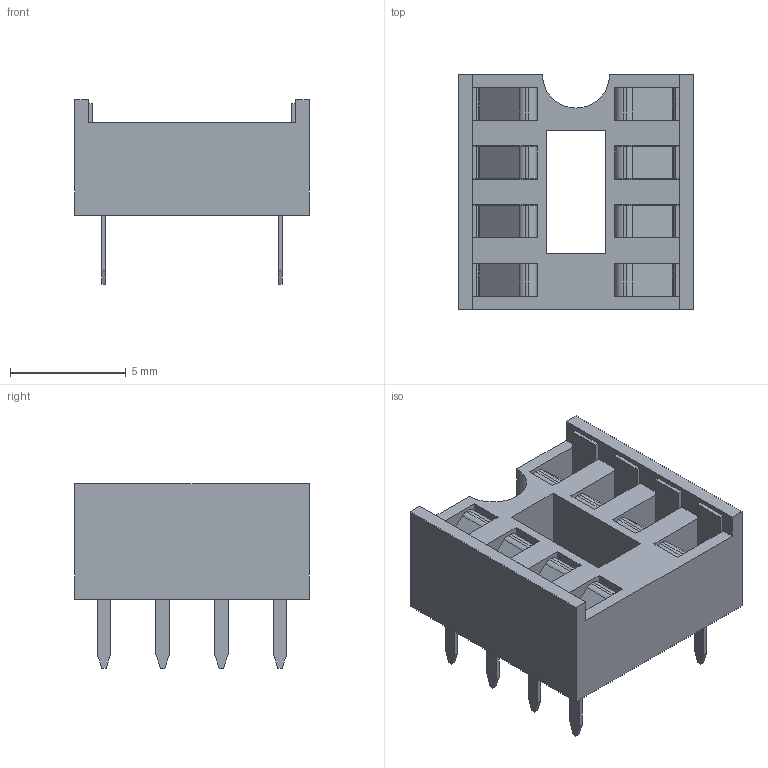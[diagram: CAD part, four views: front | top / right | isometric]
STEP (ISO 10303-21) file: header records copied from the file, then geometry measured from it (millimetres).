
FILE_DESCRIPTION(('FreeCAD Model'),'2;1');
FILE_NAME('DIP-8_W7.62mm_LongPads.step','2016-04-08T13:22:16',( 'Author'),(''),'Open CASCADE STEP processor 6.8','FreeCAD','Unknown' );
FILE_SCHEMA(('AUTOMOTIVE_DESIGN_CC2 { 1 2 10303 214 -1 1 5 4 }'));
Length unit declared in the file: millimetre
Products named in the file (1): DIP-8_W7.62mm_LongPads
Bounding box: 10.16 x 10.16 x 8 mm (x, y, z)
Volume: 265.5 mm3; surface area: 1048 mm2
Topology: 1 solids, 1 shells, 368 faces, 1082 edges, 716 vertices
Faces by surface type: plane 287, cylinder 81
Entity records: 36543 total; most frequent: CARTESIAN_POINT 12995, DIRECTION 3722, LINE 2582, VECTOR 2582, ORIENTED_EDGE 2164, PCURVE 2164, DEFINITIONAL_REPRESENTATION 2164, EDGE_CURVE 1082
